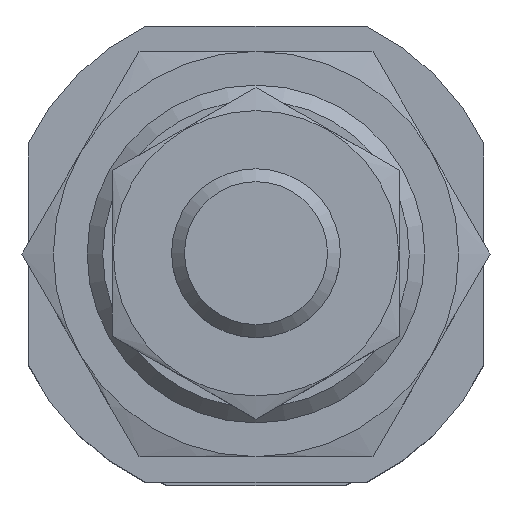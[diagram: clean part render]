
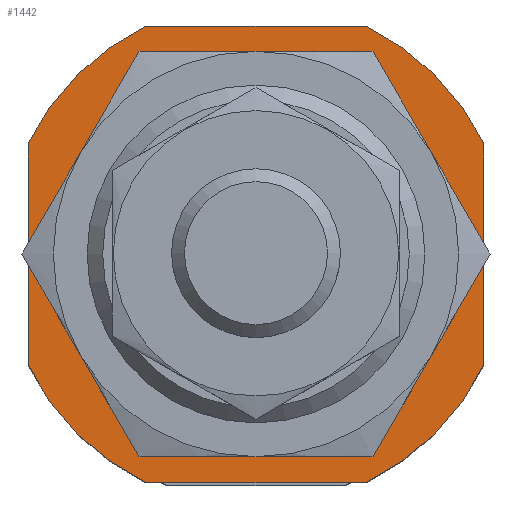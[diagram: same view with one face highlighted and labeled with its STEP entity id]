
A CAD part, top view. The second image highlights one B-rep face of the part: STEP entity #1442.
In plain terms, the highlighted planar face has unit normal (0, 0, 1).
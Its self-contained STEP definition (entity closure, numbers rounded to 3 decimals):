
#84=LINE('',#2299,#138);
#85=LINE('',#2304,#139);
#86=LINE('',#2308,#140);
#87=LINE('',#2312,#141);
#138=VECTOR('',#1812,1000.);
#139=VECTOR('',#1815,1000.);
#140=VECTOR('',#1818,1000.);
#141=VECTOR('',#1821,1000.);
#192=PLANE('',#1601);
#238=CIRCLE('',#1602,15.);
#239=CIRCLE('',#1603,15.);
#240=CIRCLE('',#1604,15.);
#241=CIRCLE('',#1605,15.);
#242=CIRCLE('',#1606,10.);
#328=ORIENTED_EDGE('',*,*,#704,.T.);
#329=ORIENTED_EDGE('',*,*,#705,.F.);
#330=ORIENTED_EDGE('',*,*,#706,.T.);
#331=ORIENTED_EDGE('',*,*,#707,.F.);
#332=ORIENTED_EDGE('',*,*,#708,.T.);
#333=ORIENTED_EDGE('',*,*,#709,.F.);
#334=ORIENTED_EDGE('',*,*,#710,.T.);
#335=ORIENTED_EDGE('',*,*,#711,.F.);
#336=ORIENTED_EDGE('',*,*,#712,.T.);
#704=EDGE_CURVE('',#892,#893,#84,.T.);
#705=EDGE_CURVE('',#894,#893,#238,.T.);
#706=EDGE_CURVE('',#894,#895,#85,.T.);
#707=EDGE_CURVE('',#896,#895,#239,.T.);
#708=EDGE_CURVE('',#896,#897,#86,.T.);
#709=EDGE_CURVE('',#898,#897,#240,.T.);
#710=EDGE_CURVE('',#898,#899,#87,.T.);
#711=EDGE_CURVE('',#892,#899,#241,.T.);
#712=EDGE_CURVE('',#900,#900,#242,.T.);
#892=VERTEX_POINT('',#2300);
#893=VERTEX_POINT('',#2301);
#894=VERTEX_POINT('',#2303);
#895=VERTEX_POINT('',#2305);
#896=VERTEX_POINT('',#2307);
#897=VERTEX_POINT('',#2309);
#898=VERTEX_POINT('',#2311);
#899=VERTEX_POINT('',#2313);
#900=VERTEX_POINT('',#2316);
#1076=EDGE_LOOP('',(#328,#329,#330,#331,#332,#333,#334,#335));
#1077=EDGE_LOOP('',(#336));
#1246=FACE_BOUND('',#1076,.T.);
#1247=FACE_BOUND('',#1077,.T.);
#1442=ADVANCED_FACE('',(#1246,#1247),#192,.F.);
#1601=AXIS2_PLACEMENT_3D('',#2298,#1810,#1811);
#1602=AXIS2_PLACEMENT_3D('',#2302,#1813,#1814);
#1603=AXIS2_PLACEMENT_3D('',#2306,#1816,#1817);
#1604=AXIS2_PLACEMENT_3D('',#2310,#1819,#1820);
#1605=AXIS2_PLACEMENT_3D('',#2314,#1822,#1823);
#1606=AXIS2_PLACEMENT_3D('',#2315,#1824,#1825);
#1810=DIRECTION('',(0.,0.,-1.));
#1811=DIRECTION('',(-1.,0.,0.));
#1812=DIRECTION('',(-1.,0.,0.));
#1813=DIRECTION('',(0.,0.,-1.));
#1814=DIRECTION('',(-1.,0.,0.));
#1815=DIRECTION('',(0.,-1.,0.));
#1816=DIRECTION('',(0.,0.,-1.));
#1817=DIRECTION('',(-1.,0.,0.));
#1818=DIRECTION('',(1.,0.,0.));
#1819=DIRECTION('',(0.,0.,-1.));
#1820=DIRECTION('',(-1.,0.,0.));
#1821=DIRECTION('',(0.,1.,0.));
#1822=DIRECTION('',(0.,0.,-1.));
#1823=DIRECTION('',(-1.,0.,0.));
#1824=DIRECTION('',(0.,0.,-1.));
#1825=DIRECTION('',(-1.,0.,0.));
#2298=CARTESIAN_POINT('',(0.,0.,0.));
#2299=CARTESIAN_POINT('',(13.5,13.5,0.));
#2300=CARTESIAN_POINT('',(6.538,13.5,0.));
#2301=CARTESIAN_POINT('',(-6.538,13.5,0.));
#2302=CARTESIAN_POINT('',(0.,0.,0.));
#2303=CARTESIAN_POINT('',(-13.5,6.538,0.));
#2304=CARTESIAN_POINT('',(-13.5,13.5,0.));
#2305=CARTESIAN_POINT('',(-13.5,-6.538,0.));
#2306=CARTESIAN_POINT('',(0.,0.,0.));
#2307=CARTESIAN_POINT('',(-6.538,-13.5,0.));
#2308=CARTESIAN_POINT('',(-13.5,-13.5,0.));
#2309=CARTESIAN_POINT('',(6.538,-13.5,0.));
#2310=CARTESIAN_POINT('',(0.,0.,0.));
#2311=CARTESIAN_POINT('',(13.5,-6.538,0.));
#2312=CARTESIAN_POINT('',(13.5,-13.5,0.));
#2313=CARTESIAN_POINT('',(13.5,6.538,0.));
#2314=CARTESIAN_POINT('',(0.,0.,0.));
#2315=CARTESIAN_POINT('',(0.,0.,0.));
#2316=CARTESIAN_POINT('',(-10.,0.,0.));
